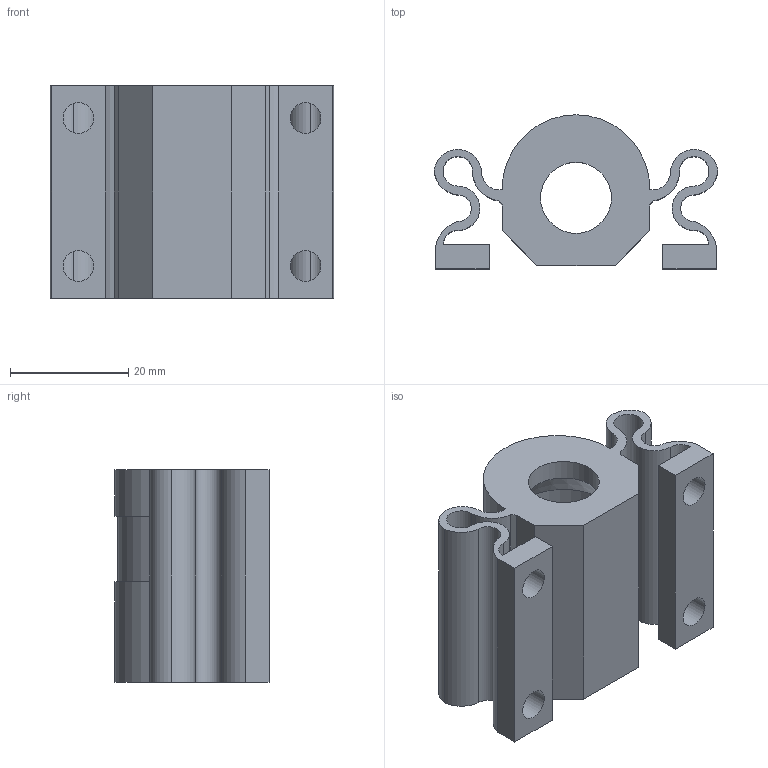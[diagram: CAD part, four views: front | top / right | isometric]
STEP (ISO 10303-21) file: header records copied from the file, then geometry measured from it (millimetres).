
FILE_DESCRIPTION(('FreeCAD Model'),'2;1');
FILE_NAME( 'Z_NutSpring.stp', '2013-01-05T23:57:48',('FreeCAD'),('FreeCAD'), 'Open CASCADE STEP processor 6.5','FreeCAD','Unknown');
FILE_SCHEMA(('AUTOMOTIVE_DESIGN_CC2 { 1 2 10303 214 -1 1 5 4 }'));
Length unit declared in the file: millimetre
Products named in the file (1): Open CASCADE STEP translator 6.5 1
Bounding box: 48 x 26.06 x 36 mm (x, y, z)
Volume: 14597 mm3; surface area: 13509.8 mm2
Topology: 1 solids, 1 shells, 66 faces, 185 edges, 121 vertices
Faces by surface type: plane 35, cylinder 30, cone 1
Full cylindrical faces by diameter (mm): 5.2 x4, 12 x1, 15 x1
Entity records: 4656 total; most frequent: CARTESIAN_POINT 970, DIRECTION 693, LINE 411, VECTOR 411, ORIENTED_EDGE 370, PCURVE 370, DEFINITIONAL_REPRESENTATION 370, EDGE_CURVE 185
